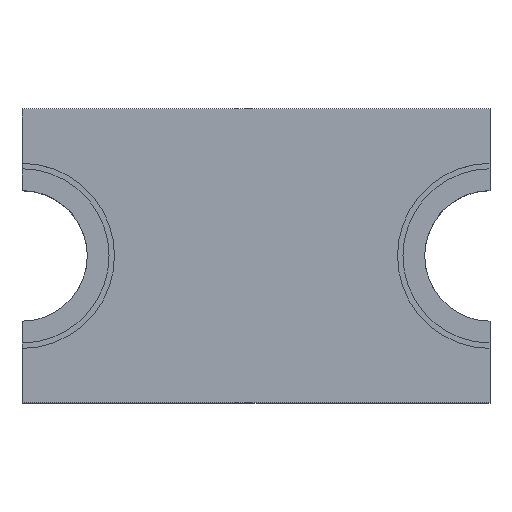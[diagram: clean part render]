
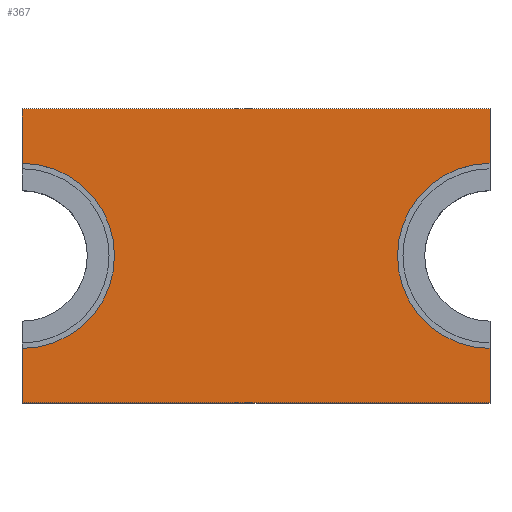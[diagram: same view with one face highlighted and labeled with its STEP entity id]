
A CAD part, top view. The second image highlights one B-rep face of the part: STEP entity #367.
In plain terms, the highlighted face is a extrusion surface.
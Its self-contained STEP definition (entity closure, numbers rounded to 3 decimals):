
#367 = ADVANCED_FACE('',(#368),#454,.T.);
#368 = FACE_BOUND('',#369,.T.);
#369 = EDGE_LOOP('',(#370,#380,#388,#396,#405,#414,#422,#430,#438,#447)
  );
#370 = ORIENTED_EDGE('',*,*,#371,.T.);
#371 = EDGE_CURVE('',#372,#374,#376,.T.);
#372 = VERTEX_POINT('',#373);
#373 = CARTESIAN_POINT('',(1.075,0.425,0.665));
#374 = VERTEX_POINT('',#375);
#375 = CARTESIAN_POINT('',(1.075,0.675,0.665));
#376 = LINE('',#377,#378);
#377 = CARTESIAN_POINT('',(1.075,0.425,0.665));
#378 = VECTOR('',#379,1.);
#379 = DIRECTION('',(0.,1.,0.));
#380 = ORIENTED_EDGE('',*,*,#381,.T.);
#381 = EDGE_CURVE('',#374,#382,#384,.T.);
#382 = VERTEX_POINT('',#383);
#383 = CARTESIAN_POINT('',(-1.075,0.675,0.665));
#384 = LINE('',#385,#386);
#385 = CARTESIAN_POINT('',(1.075,0.675,0.665));
#386 = VECTOR('',#387,1.);
#387 = DIRECTION('',(-1.,0.,-0.));
#388 = ORIENTED_EDGE('',*,*,#389,.T.);
#389 = EDGE_CURVE('',#382,#390,#392,.T.);
#390 = VERTEX_POINT('',#391);
#391 = CARTESIAN_POINT('',(-1.075,0.425,0.665));
#392 = LINE('',#393,#394);
#393 = CARTESIAN_POINT('',(-1.075,0.675,0.665));
#394 = VECTOR('',#395,1.);
#395 = DIRECTION('',(0.,-1.,0.));
#396 = ORIENTED_EDGE('',*,*,#397,.T.);
#397 = EDGE_CURVE('',#390,#398,#400,.T.);
#398 = VERTEX_POINT('',#399);
#399 = CARTESIAN_POINT('',(-0.65,0.,0.665));
#400 = CIRCLE('',#401,0.425);
#401 = AXIS2_PLACEMENT_3D('',#402,#403,#404);
#402 = CARTESIAN_POINT('',(-1.075,0.,0.665));
#403 = DIRECTION('',(0.,0.,-1.));
#404 = DIRECTION('',(0.,-1.,0.));
#405 = ORIENTED_EDGE('',*,*,#406,.T.);
#406 = EDGE_CURVE('',#398,#407,#409,.T.);
#407 = VERTEX_POINT('',#408);
#408 = CARTESIAN_POINT('',(-1.075,-0.425,0.665));
#409 = CIRCLE('',#410,0.425);
#410 = AXIS2_PLACEMENT_3D('',#411,#412,#413);
#411 = CARTESIAN_POINT('',(-1.075,0.,0.665));
#412 = DIRECTION('',(0.,0.,-1.));
#413 = DIRECTION('',(0.,-1.,0.));
#414 = ORIENTED_EDGE('',*,*,#415,.T.);
#415 = EDGE_CURVE('',#407,#416,#418,.T.);
#416 = VERTEX_POINT('',#417);
#417 = CARTESIAN_POINT('',(-1.075,-0.675,0.665));
#418 = LINE('',#419,#420);
#419 = CARTESIAN_POINT('',(-1.075,-0.425,0.665));
#420 = VECTOR('',#421,1.);
#421 = DIRECTION('',(0.,-1.,0.));
#422 = ORIENTED_EDGE('',*,*,#423,.T.);
#423 = EDGE_CURVE('',#416,#424,#426,.T.);
#424 = VERTEX_POINT('',#425);
#425 = CARTESIAN_POINT('',(1.075,-0.675,0.665));
#426 = LINE('',#427,#428);
#427 = CARTESIAN_POINT('',(-1.075,-0.675,0.665));
#428 = VECTOR('',#429,1.);
#429 = DIRECTION('',(1.,0.,0.));
#430 = ORIENTED_EDGE('',*,*,#431,.T.);
#431 = EDGE_CURVE('',#424,#432,#434,.T.);
#432 = VERTEX_POINT('',#433);
#433 = CARTESIAN_POINT('',(1.075,-0.425,0.665));
#434 = LINE('',#435,#436);
#435 = CARTESIAN_POINT('',(1.075,-0.675,0.665));
#436 = VECTOR('',#437,1.);
#437 = DIRECTION('',(0.,1.,0.));
#438 = ORIENTED_EDGE('',*,*,#439,.T.);
#439 = EDGE_CURVE('',#432,#440,#442,.T.);
#440 = VERTEX_POINT('',#441);
#441 = CARTESIAN_POINT('',(0.65,0.,0.665));
#442 = CIRCLE('',#443,0.425);
#443 = AXIS2_PLACEMENT_3D('',#444,#445,#446);
#444 = CARTESIAN_POINT('',(1.075,0.,0.665));
#445 = DIRECTION('',(0.,0.,-1.));
#446 = DIRECTION('',(0.,1.,0.));
#447 = ORIENTED_EDGE('',*,*,#448,.T.);
#448 = EDGE_CURVE('',#440,#372,#449,.T.);
#449 = CIRCLE('',#450,0.425);
#450 = AXIS2_PLACEMENT_3D('',#451,#452,#453);
#451 = CARTESIAN_POINT('',(1.075,0.,0.665));
#452 = DIRECTION('',(0.,0.,-1.));
#453 = DIRECTION('',(0.,1.,0.));
#454 = SURFACE_OF_LINEAR_EXTRUSION('',#455,#459);
#455 = LINE('',#456,#457);
#456 = CARTESIAN_POINT('',(1.075,0.675,0.665));
#457 = VECTOR('',#458,1.);
#458 = DIRECTION('',(-1.,0.,-0.));
#459 = VECTOR('',#460,1.);
#460 = DIRECTION('',(0.,-1.,0.));
